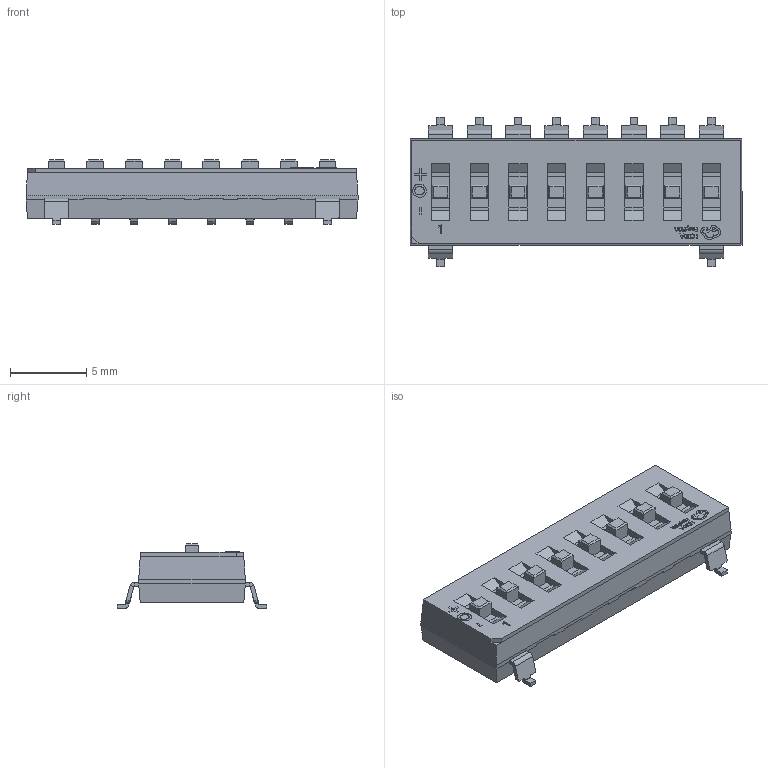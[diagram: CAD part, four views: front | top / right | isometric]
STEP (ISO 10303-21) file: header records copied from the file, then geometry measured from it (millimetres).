
FILE_DESCRIPTION (( 'STEP AP214' ), '1' );
FILE_NAME ('SW-SMD_10P-L21.8-W7.0-H4.3-P2.54-LS9.8.step', '2022-07-26T14:23:34', ( '' ), ( '' ), 'SwSTEP 2.0', 'SolidWorks 2020', '' );
FILE_SCHEMA (( 'AUTOMOTIVE_DESIGN' ));
Length unit declared in the file: millimetre
Products named in the file (1): SW-SMD_10P-L21.8-W7.0-H4.3-P2.54-LS9.8
Bounding box: 21.8 x 9.8 x 4.25 mm (x, y, z)
Volume: 496.2 mm3; surface area: 617.4 mm2
Topology: 15 solids, 15 shells, 799 faces, 2061 edges, 1319 vertices
Faces by surface type: plane 597, bspline 122, cylinder 80
Entity records: 33502 total; most frequent: CARTESIAN_POINT 7190, ORIENTED_EDGE 4122, DIRECTION 3169, EDGE_CURVE 2061, VECTOR 1653, LINE 1653, VERTEX_POINT 1319, EDGE_LOOP 838
